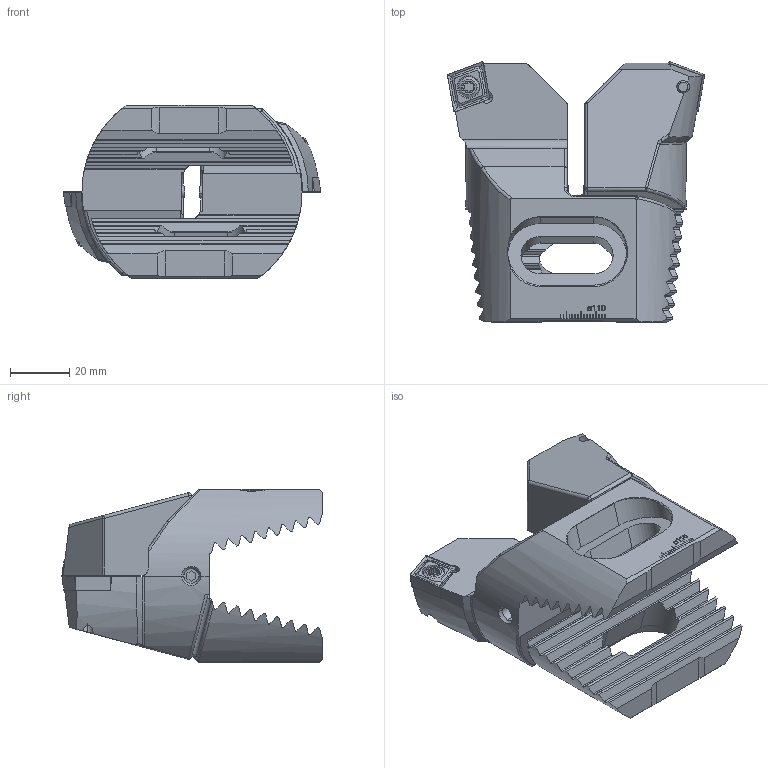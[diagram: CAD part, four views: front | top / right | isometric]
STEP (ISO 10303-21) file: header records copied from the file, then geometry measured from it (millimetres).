
FILE_DESCRIPTION (( 'STEP AP203' ), '1' );
FILE_NAME ('D24.064.087.012.STEP', '2018-03-02T11:26:16', ( 'SWIAdmin' ), ( 'Hewlett-Packard Company' ), 'SwSTEP 2.0', 'SolidWorks 2017', '' );
FILE_SCHEMA (( 'CONFIG_CONTROL_DESIGN' ));
Length unit declared in the file: millimetre
Products named in the file (5): Z72-xxx.001.050_C_CC 12_70ø; Z72-ER3.001.030; CCMT120404; WCC-ER2.001.010_A; D24.064.087.012
Assembly tree (8 placements, depth 2):
  D24.064.087.012
    Z72-xxx.001.050_C_CC 12_70ø  x2
    Z72-ER3.001.030  x2
    CCMT120404  x2
    WCC-ER2.001.010_A  x2
Bounding box: 86.5 x 87.5 x 58.2 mm (x, y, z)
Volume: 143895.2 mm3; surface area: 37755.5 mm2
Topology: 8 solids, 8 shells, 730 faces, 1922 edges, 1198 vertices
Faces by surface type: plane 398, cylinder 138, bspline 92, cone 66, torus 22, sphere 14
Entity records: 13721 total; most frequent: CARTESIAN_POINT 4812, ORIENTED_EDGE 1894, DIRECTION 1503, EDGE_CURVE 947, VERTEX_POINT 598, VECTOR 547, LINE 547, AXIS2_PLACEMENT_3D 478
